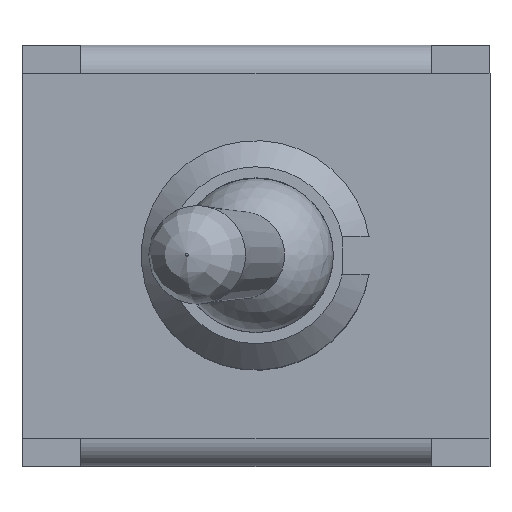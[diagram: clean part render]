
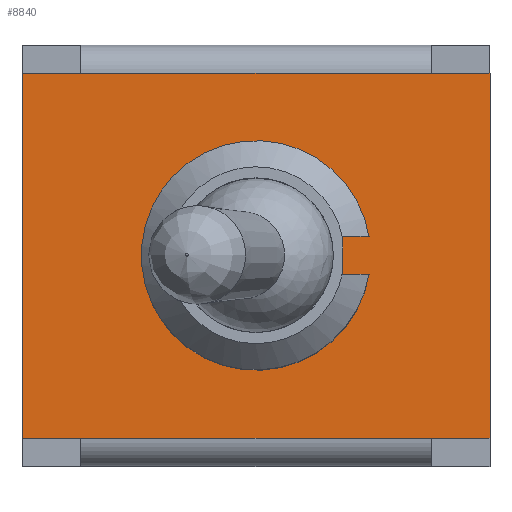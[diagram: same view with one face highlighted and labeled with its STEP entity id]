
A CAD part, top view. The second image highlights one B-rep face of the part: STEP entity #8840.
In plain terms, the highlighted planar face has unit normal (0, 0, 1).
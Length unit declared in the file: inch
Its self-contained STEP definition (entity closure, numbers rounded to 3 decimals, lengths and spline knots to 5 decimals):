
#5666=CARTESIAN_POINT('',(0.09283,-0.02008,0.35));
#5667=VERTEX_POINT('',#5666);
#5674=CARTESIAN_POINT('',(0.09283,0.02008,0.35));
#5675=VERTEX_POINT('',#5674);
#5676=CARTESIAN_POINT('',(0.09283,0.02008,0.35));
#5677=DIRECTION('',(0.0,-1.0,0.0));
#5678=VECTOR('',#5677,0.04016);
#5679=LINE('',#5676,#5678);
#5680=EDGE_CURVE('',#5675,#5667,#5679,.T.);
#5698=CARTESIAN_POINT('',(0.12078,0.02008,0.35));
#5699=VERTEX_POINT('',#5698);
#5700=CARTESIAN_POINT('',(0.12078,0.02008,0.35));
#5701=DIRECTION('',(-1.0,0.0,0.0));
#5702=VECTOR('',#5701,0.02795);
#5703=LINE('',#5700,#5702);
#5704=EDGE_CURVE('',#5699,#5675,#5703,.T.);
#5721=CARTESIAN_POINT('',(0.12078,-0.02008,0.35));
#5722=VERTEX_POINT('',#5721);
#5729=CARTESIAN_POINT('',(0.09283,-0.02008,0.35));
#5730=DIRECTION('',(1.0,0.0,0.0));
#5731=VECTOR('',#5730,0.02795);
#5732=LINE('',#5729,#5731);
#5733=EDGE_CURVE('',#5667,#5722,#5732,.T.);
#5746=CARTESIAN_POINT('',(0.,0.,0.35));
#5747=DIRECTION('',(0.0,0.0,-1.0));
#5748=DIRECTION('',(0.986,0.164,0.0));
#5749=AXIS2_PLACEMENT_3D('',#5746,#5747,#5748);
#5750=CIRCLE('',#5749,0.12244);
#5751=EDGE_CURVE('',#5722,#5699,#5750,.T.);
#5977=CARTESIAN_POINT('',(0.18701,-0.19508,0.35));
#5978=VERTEX_POINT('',#5977);
#6010=CARTESIAN_POINT('',(-0.18701,0.19508,0.35));
#6011=VERTEX_POINT('',#6010);
#7791=CARTESIAN_POINT('',(-0.18701,-0.19508,0.35));
#7792=VERTEX_POINT('',#7791);
#8594=CARTESIAN_POINT('',(-0.25,0.19508,0.35));
#8595=VERTEX_POINT('',#8594);
#8602=CARTESIAN_POINT('',(-0.18701,0.19508,0.35));
#8603=DIRECTION('',(-1.0,0.0,0.0));
#8604=VECTOR('',#8603,0.06299);
#8605=LINE('',#8602,#8604);
#8606=EDGE_CURVE('',#6011,#8595,#8605,.T.);
#8623=CARTESIAN_POINT('',(-0.25,-0.19508,0.35));
#8624=VERTEX_POINT('',#8623);
#8640=CARTESIAN_POINT('',(-0.18701,-0.19508,0.35));
#8641=DIRECTION('',(-1.0,0.0,0.0));
#8642=VECTOR('',#8641,0.06299);
#8643=LINE('',#8640,#8642);
#8644=EDGE_CURVE('',#7792,#8624,#8643,.T.);
#8654=CARTESIAN_POINT('',(0.25,0.19508,0.35));
#8655=VERTEX_POINT('',#8654);
#8672=CARTESIAN_POINT('',(0.18701,0.19508,0.35));
#8673=VERTEX_POINT('',#8672);
#8680=CARTESIAN_POINT('',(0.18701,0.19508,0.35));
#8681=DIRECTION('',(1.0,0.0,0.0));
#8682=VECTOR('',#8681,0.06299);
#8683=LINE('',#8680,#8682);
#8684=EDGE_CURVE('',#8673,#8655,#8683,.T.);
#8696=CARTESIAN_POINT('',(0.25,-0.19508,0.35));
#8697=VERTEX_POINT('',#8696);
#8704=CARTESIAN_POINT('',(0.18701,-0.19508,0.35));
#8705=DIRECTION('',(1.0,0.0,0.0));
#8706=VECTOR('',#8705,0.06299);
#8707=LINE('',#8704,#8706);
#8708=EDGE_CURVE('',#5978,#8697,#8707,.T.);
#8779=CARTESIAN_POINT('',(-0.18701,0.19508,0.35));
#8780=DIRECTION('',(1.0,0.0,0.0));
#8781=VECTOR('',#8780,0.37402);
#8782=LINE('',#8779,#8781);
#8783=EDGE_CURVE('',#6011,#8673,#8782,.T.);
#8804=CARTESIAN_POINT('',(-0.275,-0.21459,0.35));
#8805=DIRECTION('',(0.0,0.0,1.0));
#8806=DIRECTION('',(1.0,0.0,0.0));
#8807=AXIS2_PLACEMENT_3D('',#8804,#8805,#8806);
#8808=PLANE('',#8807);
#8809=CARTESIAN_POINT('',(-0.18701,-0.19508,0.35));
#8810=DIRECTION('',(1.0,0.0,0.0));
#8811=VECTOR('',#8810,0.37402);
#8812=LINE('',#8809,#8811);
#8813=EDGE_CURVE('',#7792,#5978,#8812,.T.);
#8814=ORIENTED_EDGE('',*,*,#8813,.T.);
#8815=ORIENTED_EDGE('',*,*,#8708,.T.);
#8816=CARTESIAN_POINT('',(0.25,-0.19508,0.35));
#8817=DIRECTION('',(0.0,1.0,0.0));
#8818=VECTOR('',#8817,0.39016);
#8819=LINE('',#8816,#8818);
#8820=EDGE_CURVE('',#8697,#8655,#8819,.T.);
#8821=ORIENTED_EDGE('',*,*,#8820,.T.);
#8822=ORIENTED_EDGE('',*,*,#8684,.F.);
#8823=ORIENTED_EDGE('',*,*,#8783,.F.);
#8824=ORIENTED_EDGE('',*,*,#8606,.T.);
#8825=CARTESIAN_POINT('',(-0.25,0.19508,0.35));
#8826=DIRECTION('',(0.0,-1.0,0.0));
#8827=VECTOR('',#8826,0.39016);
#8828=LINE('',#8825,#8827);
#8829=EDGE_CURVE('',#8595,#8624,#8828,.T.);
#8830=ORIENTED_EDGE('',*,*,#8829,.T.);
#8831=ORIENTED_EDGE('',*,*,#8644,.F.);
#8832=EDGE_LOOP('',(#8814,#8815,#8821,#8822,#8823,#8824,#8830,#8831));
#8833=FACE_OUTER_BOUND('',#8832,.T.);
#8834=ORIENTED_EDGE('',*,*,#5680,.T.);
#8835=ORIENTED_EDGE('',*,*,#5733,.T.);
#8836=ORIENTED_EDGE('',*,*,#5751,.T.);
#8837=ORIENTED_EDGE('',*,*,#5704,.T.);
#8838=EDGE_LOOP('',(#8834,#8835,#8836,#8837));
#8839=FACE_BOUND('',#8838,.T.);
#8840=ADVANCED_FACE('',(#8833,#8839),#8808,.T.);
